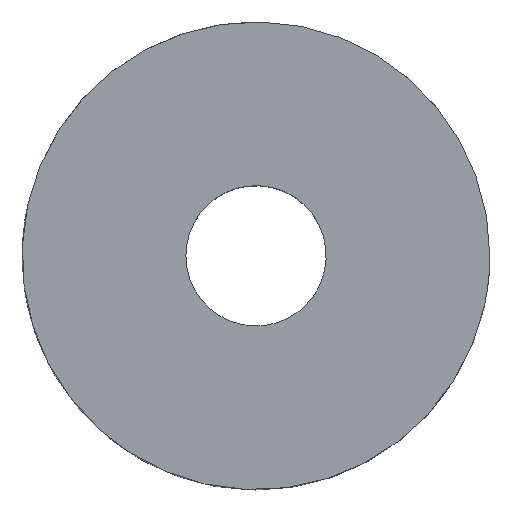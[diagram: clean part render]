
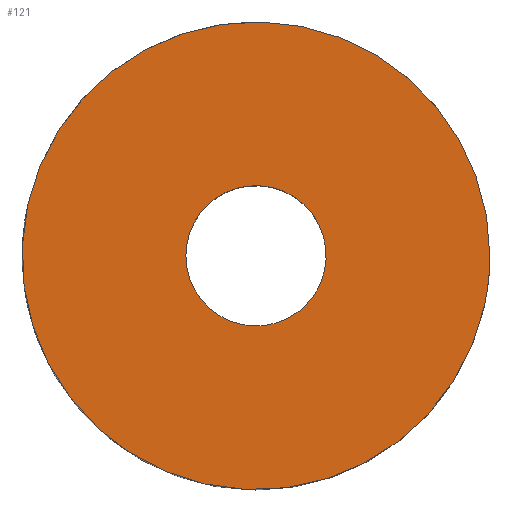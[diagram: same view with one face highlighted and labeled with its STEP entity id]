
A CAD part, top view. The second image highlights one B-rep face of the part: STEP entity #121.
In plain terms, the highlighted planar face has unit normal (0, 0, 1).
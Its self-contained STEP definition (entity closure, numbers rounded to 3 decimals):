
#121=ADVANCED_FACE('',(#228,#229),#227,.T.);
#227=PLANE('',#391);
#228=FACE_OUTER_BOUND('',#392,.T.);
#229=FACE_BOUND('',#393,.T.);
#388=CARTESIAN_POINT('',(-11.5,-10.392,5.));
#389=DIRECTION('',(0.,0.,1.));
#390=DIRECTION('',(1.,0.,0.));
#391=AXIS2_PLACEMENT_3D('',#388,#389,#390);
#392=EDGE_LOOP('',(#536,#537,#538));
#393=EDGE_LOOP('',(#539,#540,#541));
#536=ORIENTED_EDGE('',*,*,#636,.F.);
#537=ORIENTED_EDGE('',*,*,#637,.F.);
#538=ORIENTED_EDGE('',*,*,#638,.F.);
#539=ORIENTED_EDGE('',*,*,#639,.T.);
#540=ORIENTED_EDGE('',*,*,#640,.T.);
#541=ORIENTED_EDGE('',*,*,#641,.T.);
#636=EDGE_CURVE('',#894,#895,#896,.T.);
#637=EDGE_CURVE('',#902,#894,#903,.T.);
#638=EDGE_CURVE('',#895,#902,#909,.T.);
#639=EDGE_CURVE('',#915,#916,#917,.T.);
#640=EDGE_CURVE('',#916,#923,#924,.T.);
#641=EDGE_CURVE('',#923,#915,#930,.T.);
#894=VERTEX_POINT('',#1210);
#895=VERTEX_POINT('',#1211);
#896=CIRCLE('',#1215,5.);
#902=VERTEX_POINT('',#1216);
#903=CIRCLE('',#1220,5.);
#909=CIRCLE('',#1224,5.);
#915=VERTEX_POINT('',#1225);
#916=VERTEX_POINT('',#1226);
#917=CIRCLE('',#1230,1.5);
#923=VERTEX_POINT('',#1231);
#924=CIRCLE('',#1235,1.5);
#930=CIRCLE('',#1239,1.5);
#1210=CARTESIAN_POINT('',(-4.88,1.09,5.));
#1211=CARTESIAN_POINT('',(5.,0.,5.));
#1212=CARTESIAN_POINT('',(0.,0.,5.));
#1213=DIRECTION('',(0.,0.,-1.));
#1214=DIRECTION('',(1.,0.,0.));
#1215=AXIS2_PLACEMENT_3D('',#1212,#1213,#1214);
#1216=CARTESIAN_POINT('',(4.88,-1.09,5.));
#1217=CARTESIAN_POINT('',(0.,0.,5.));
#1218=DIRECTION('',(0.,0.,-1.));
#1219=DIRECTION('',(1.,0.,0.));
#1220=AXIS2_PLACEMENT_3D('',#1217,#1218,#1219);
#1221=CARTESIAN_POINT('',(0.,0.,5.));
#1222=DIRECTION('',(0.,0.,-1.));
#1223=DIRECTION('',(1.,0.,0.));
#1224=AXIS2_PLACEMENT_3D('',#1221,#1222,#1223);
#1225=CARTESIAN_POINT('',(-1.5,0.,5.));
#1226=CARTESIAN_POINT('',(-0.177,1.489,5.));
#1227=CARTESIAN_POINT('',(0.,0.,5.));
#1228=DIRECTION('',(0.,0.,-1.));
#1229=DIRECTION('',(-1.,0.,0.));
#1230=AXIS2_PLACEMENT_3D('',#1227,#1228,#1229);
#1231=CARTESIAN_POINT('',(0.177,-1.49,5.));
#1232=CARTESIAN_POINT('',(0.,0.,5.));
#1233=DIRECTION('',(0.,0.,-1.));
#1234=DIRECTION('',(-1.,0.,0.));
#1235=AXIS2_PLACEMENT_3D('',#1232,#1233,#1234);
#1236=CARTESIAN_POINT('',(0.,0.,5.));
#1237=DIRECTION('',(0.,0.,-1.));
#1238=DIRECTION('',(-1.,0.,0.));
#1239=AXIS2_PLACEMENT_3D('',#1236,#1237,#1238);
